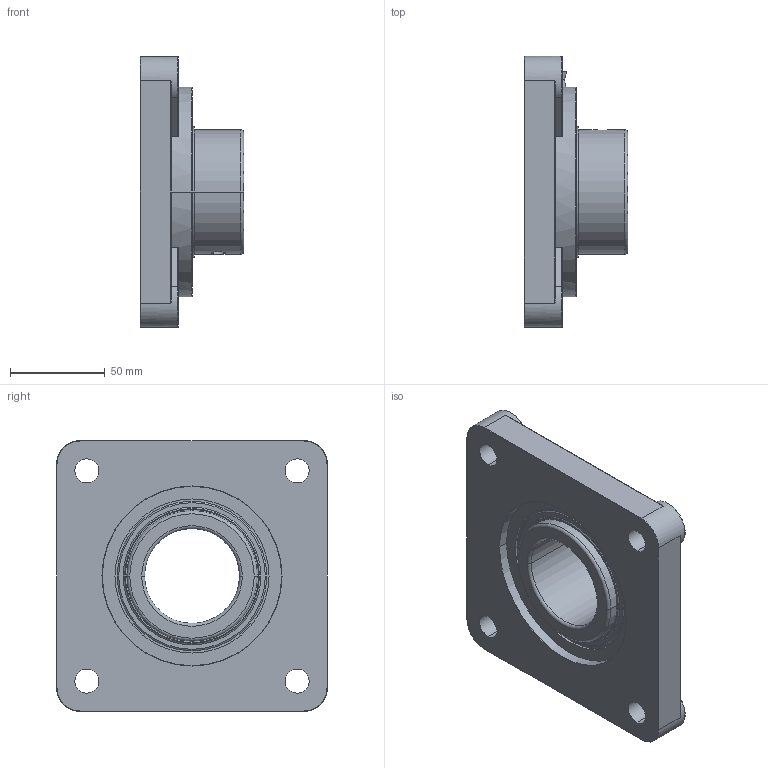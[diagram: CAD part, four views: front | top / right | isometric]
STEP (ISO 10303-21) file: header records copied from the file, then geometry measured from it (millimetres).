
FILE_DESCRIPTION((''),'2;1');
FILE_NAME('FLANGE_BEARING_4_ASM','2021-01-20T',('Designer'),(''),'PRO/ENGINEER BY PARAMETRIC TECHNOLOGY CORPORATION, 2017170','PRO/ENGINEER BY PARAMETRIC TECHNOLOGY CORPORATION, 2017170','');
FILE_SCHEMA(('AUTOMOTIVE_DESIGN { 1 0 10303 214 1 1 1 1 }'));
Length unit declared in the file: millimetre
Products named in the file (8): BEARING_CAT_OUTER; BEARING_CAT_CENTER; BEARING_CAT_SEAL; BEARING_CAT_SEAL_NEAR; BEARING_CAT_BALL; BEARING_CAT_ROLLER_SA_CSA; FLANGE; FLANGE_BEARING_4_ASM
Assembly tree (7 placements, depth 2):
  FLANGE_BEARING_4_ASM
    BEARING_CAT_OUTER
    BEARING_CAT_CENTER
    BEARING_CAT_SEAL
    BEARING_CAT_SEAL_NEAR
    BEARING_CAT_BALL
    BEARING_CAT_ROLLER_SA_CSA
    FLANGE
Bounding box: 54.6 x 143 x 143 mm (x, y, z)
Volume: 379408.9 mm3; surface area: 107476.7 mm2
Topology: 17 solids, 17 shells, 265 faces, 768 edges, 442 vertices
Faces by surface type: cylinder 68, sphere 64, plane 63, torus 38, cone 32
Entity records: 13441 total; most frequent: CARTESIAN_POINT 3479, DIRECTION 1493, ORIENTED_EDGE 1344, PRESENTATION_STYLE_ASSIGNMENT 696, STYLED_ITEM 689, CURVE_STYLE 672, EDGE_CURVE 672, AXIS2_PLACEMENT_3D 669
